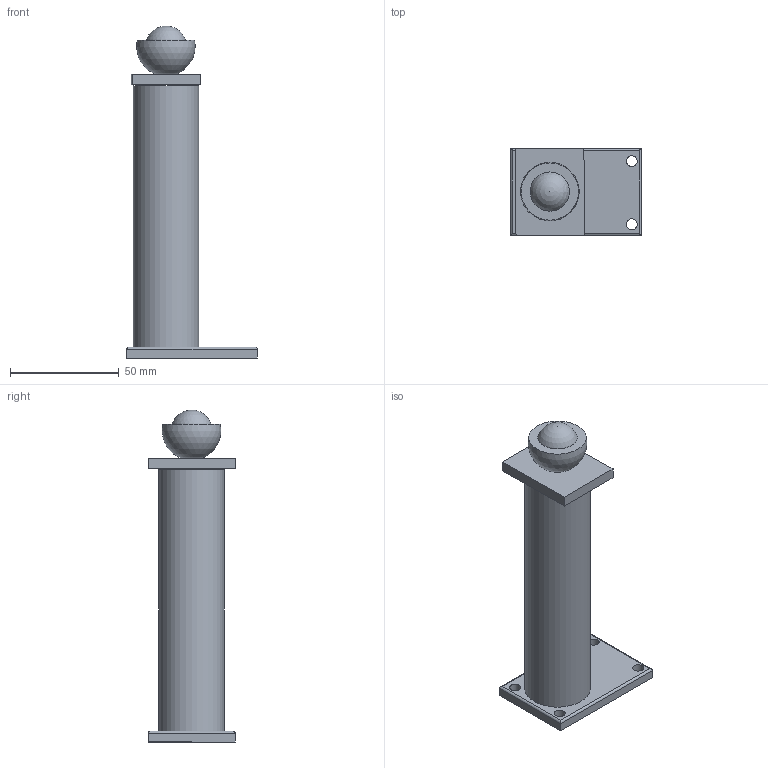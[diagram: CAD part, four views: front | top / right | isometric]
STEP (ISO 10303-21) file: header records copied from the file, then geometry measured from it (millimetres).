
FILE_DESCRIPTION(/* description */ (''),/* implementation_level */ '2;1');
FILE_NAME(/* name */ 'linear acctuator v4.step',/* time_stamp */ '2022-02-24T17:31:17+05:00',/* author */ (''),/* organization */ (''),/* preprocessor_version */ 'ST-DEVELOPER v18.1',/* originating_system */ 'Autodesk Translation Framework v10.13.0.1454',/* authorisation */ '');
FILE_SCHEMA (('AUTOMOTIVE_DESIGN { 1 0 10303 214 3 1 1 }'));
Length unit declared in the file: millimetre
Products named in the file (7): linear acctuator; Component2; Component3; Component4; Component5; Component6; Component7
Assembly tree (6 placements, depth 2):
  linear acctuator
    Component2
    Component3
    Component4
    Component5
    Component6
    Component7
Bounding box: 60 x 40.33 x 152.5 mm (x, y, z)
Volume: 127799.3 mm3; surface area: 29489.7 mm2
Topology: 6 solids, 6 shells, 30 faces, 59 edges, 38 vertices
Faces by surface type: plane 17, cylinder 10, sphere 3
Full cylindrical faces by diameter (mm): 5 x4, 20 x1, 30 x1
Entity records: 981 total; most frequent: DIRECTION 162, CARTESIAN_POINT 136, ORIENTED_EDGE 110, AXIS2_PLACEMENT_3D 64, EDGE_CURVE 55, EDGE_LOOP 39, VERTEX_POINT 38, LINE 34
